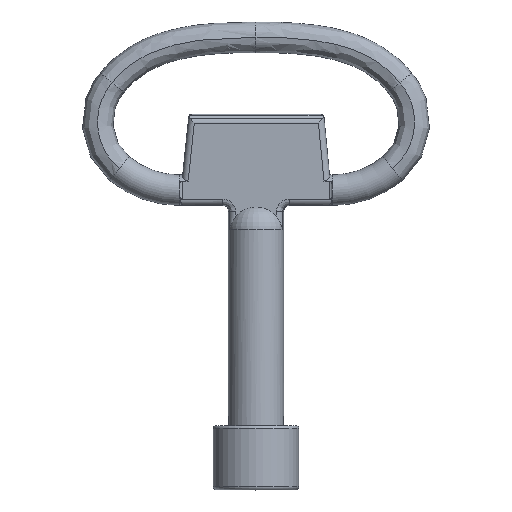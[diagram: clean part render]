
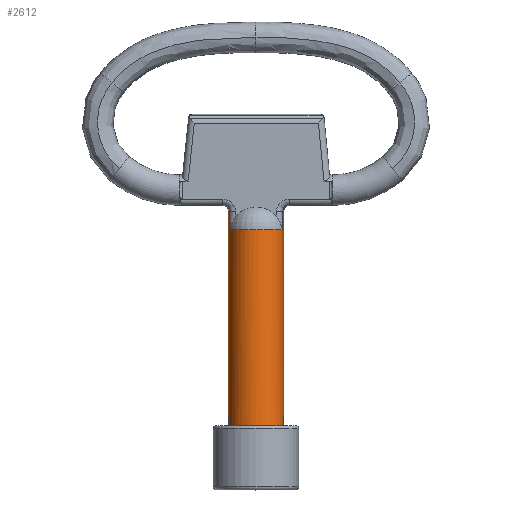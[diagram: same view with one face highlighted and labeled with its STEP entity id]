
A CAD part, top view. The second image highlights one B-rep face of the part: STEP entity #2612.
In plain terms, the highlighted cylindrical face has radius 4.5 mm (diameter 9 mm), a partial arc.
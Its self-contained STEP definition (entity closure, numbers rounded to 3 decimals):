
#42 = DIRECTION ( 'NONE',  ( -1., 0., 0. ) ) ;
#121 = ORIENTED_EDGE ( 'NONE', *, *, #2987, .T. ) ;
#179 = DIRECTION ( 'NONE',  ( 0., 1., 0. ) ) ;
#336 = CIRCLE ( 'NONE', #2250, 4.5 ) ;
#354 = VERTEX_POINT ( 'NONE', #1156 ) ;
#406 = LINE ( 'NONE', #1782, #1154 ) ;
#419 = EDGE_CURVE ( 'NONE', #354, #1539, #2664, .T. ) ;
#454 = DIRECTION ( 'NONE',  ( 0., -1., 0. ) ) ;
#462 = DIRECTION ( 'NONE',  ( 0., 1., 0. ) ) ;
#569 = EDGE_CURVE ( 'NONE', #1428, #1539, #406, .T. ) ;
#572 = DIRECTION ( 'NONE',  ( 0., -1., 0. ) ) ;
#588 = DIRECTION ( 'NONE',  ( 1., 0., 0. ) ) ;
#609 = AXIS2_PLACEMENT_3D ( 'NONE', #645, #3275, #42 ) ;
#645 = CARTESIAN_POINT ( 'NONE',  ( 0., -3.5, 0. ) ) ;
#674 = EDGE_CURVE ( 'NONE', #3031, #1428, #336, .T. ) ;
#687 = ORIENTED_EDGE ( 'NONE', *, *, #569, .F. ) ;
#739 = AXIS2_PLACEMENT_3D ( 'NONE', #3862, #2563, #3881 ) ;
#772 = DIRECTION ( 'NONE',  ( -1., 0., 0. ) ) ;
#904 = EDGE_CURVE ( 'NONE', #2446, #2937, #3004, .T. ) ;
#1002 = ORIENTED_EDGE ( 'NONE', *, *, #904, .T. ) ;
#1013 = DIRECTION ( 'NONE',  ( 1., 0., 0. ) ) ;
#1094 = FACE_OUTER_BOUND ( 'NONE', #2243, .T. ) ;
#1144 = AXIS2_PLACEMENT_3D ( 'NONE', #2013, #2304, #1013 ) ;
#1154 = VECTOR ( 'NONE', #462, 1000. ) ;
#1156 = CARTESIAN_POINT ( 'NONE',  ( -4.312, -3.5, 1.286 ) ) ;
#1228 = EDGE_CURVE ( 'NONE', #2456, #4174, #2593, .T. ) ;
#1308 = ORIENTED_EDGE ( 'NONE', *, *, #674, .F. ) ;
#1399 = DIRECTION ( 'NONE',  ( 0., 1., 0. ) ) ;
#1428 = VERTEX_POINT ( 'NONE', #2855 ) ;
#1536 = CARTESIAN_POINT ( 'NONE',  ( 4.312, -3.5, 1.286 ) ) ;
#1539 = VERTEX_POINT ( 'NONE', #4024 ) ;
#1553 = DIRECTION ( 'NONE',  ( 0., 1., 0. ) ) ;
#1782 = CARTESIAN_POINT ( 'NONE',  ( -4.5, -38.5, 0. ) ) ;
#1851 = AXIS2_PLACEMENT_3D ( 'NONE', #2687, #1399, #772 ) ;
#1920 = EDGE_CURVE ( 'NONE', #2937, #354, #3861, .T. ) ;
#1990 = VECTOR ( 'NONE', #1553, 1000. ) ;
#2013 = CARTESIAN_POINT ( 'NONE',  ( 0., -6.5, 0. ) ) ;
#2051 = ORIENTED_EDGE ( 'NONE', *, *, #1228, .T. ) ;
#2062 = CARTESIAN_POINT ( 'NONE',  ( 4.5, -38.5, 0. ) ) ;
#2236 = CARTESIAN_POINT ( 'NONE',  ( -4.312, -38.5, 1.286 ) ) ;
#2243 = EDGE_LOOP ( 'NONE', ( #1308, #121, #2051, #4138, #1002, #3117, #3760, #687 ) ) ;
#2250 = AXIS2_PLACEMENT_3D ( 'NONE', #3415, #454, #588 ) ;
#2304 = DIRECTION ( 'NONE',  ( 0., -1., 0. ) ) ;
#2330 = VECTOR ( 'NONE', #572, 1000. ) ;
#2409 = CYLINDRICAL_SURFACE ( 'NONE', #1851, 4.5 ) ;
#2420 = CARTESIAN_POINT ( 'NONE',  ( 4.312, -6.5, 1.286 ) ) ;
#2442 = CARTESIAN_POINT ( 'NONE',  ( 4.312, -38.5, 1.286 ) ) ;
#2446 = VERTEX_POINT ( 'NONE', #2420 ) ;
#2456 = VERTEX_POINT ( 'NONE', #3740 ) ;
#2563 = DIRECTION ( 'NONE',  ( 0., -1., 0. ) ) ;
#2593 = CIRCLE ( 'NONE', #739, 4.5 ) ;
#2602 = VECTOR ( 'NONE', #179, 1000. ) ;
#2612 = ADVANCED_FACE ( 'NONE', ( #1094 ), #2409, .T. ) ;
#2664 = CIRCLE ( 'NONE', #609, 4.5 ) ;
#2687 = CARTESIAN_POINT ( 'NONE',  ( 0., -38.5, 0. ) ) ;
#2772 = EDGE_CURVE ( 'NONE', #4174, #2446, #3225, .T. ) ;
#2855 = CARTESIAN_POINT ( 'NONE',  ( -4.5, -38.5, 0. ) ) ;
#2887 = CARTESIAN_POINT ( 'NONE',  ( -4.312, -6.5, 1.286 ) ) ;
#2937 = VERTEX_POINT ( 'NONE', #2887 ) ;
#2987 = EDGE_CURVE ( 'NONE', #3031, #2456, #3320, .T. ) ;
#3004 = CIRCLE ( 'NONE', #1144, 4.5 ) ;
#3030 = CARTESIAN_POINT ( 'NONE',  ( 4.5, -38.5, 0. ) ) ;
#3031 = VERTEX_POINT ( 'NONE', #3030 ) ;
#3117 = ORIENTED_EDGE ( 'NONE', *, *, #1920, .T. ) ;
#3225 = LINE ( 'NONE', #2442, #2330 ) ;
#3275 = DIRECTION ( 'NONE',  ( 0., -1., 0. ) ) ;
#3320 = LINE ( 'NONE', #2062, #2602 ) ;
#3415 = CARTESIAN_POINT ( 'NONE',  ( 0., -38.5, 0. ) ) ;
#3740 = CARTESIAN_POINT ( 'NONE',  ( 4.5, -3.5, 0. ) ) ;
#3760 = ORIENTED_EDGE ( 'NONE', *, *, #419, .T. ) ;
#3861 = LINE ( 'NONE', #2236, #1990 ) ;
#3862 = CARTESIAN_POINT ( 'NONE',  ( 0., -3.5, 0. ) ) ;
#3881 = DIRECTION ( 'NONE',  ( -1., 0., 0. ) ) ;
#4024 = CARTESIAN_POINT ( 'NONE',  ( -4.5, -3.5, 0. ) ) ;
#4138 = ORIENTED_EDGE ( 'NONE', *, *, #2772, .T. ) ;
#4174 = VERTEX_POINT ( 'NONE', #1536 ) ;
